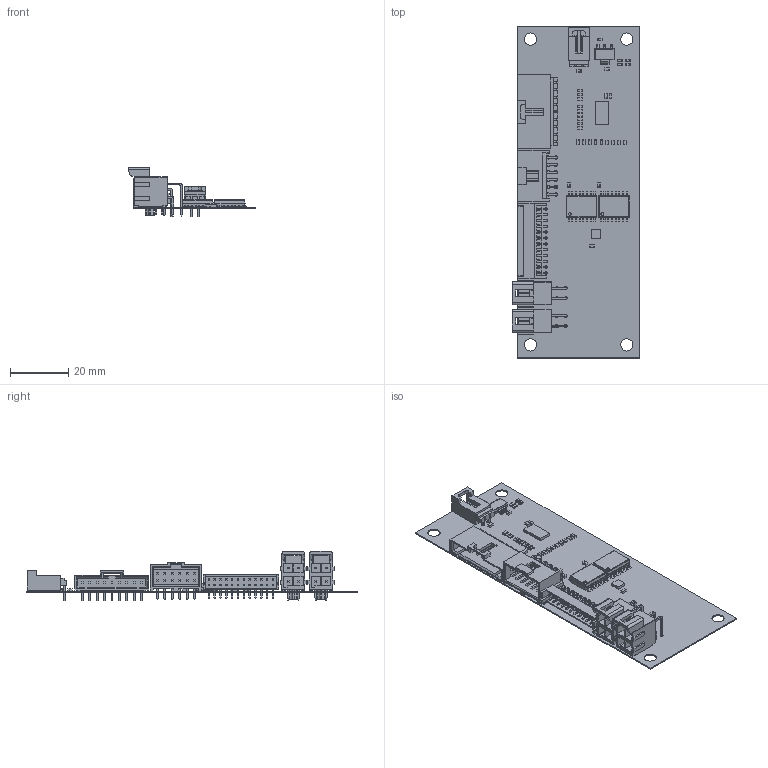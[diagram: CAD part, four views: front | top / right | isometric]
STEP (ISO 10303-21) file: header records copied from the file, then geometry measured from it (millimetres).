
FILE_DESCRIPTION(('Open CASCADE Model'),'2;1');
FILE_NAME('Open CASCADE Shape Model','2021-07-20T19:56:42',('Author'),( 'Open CASCADE'),'Open CASCADE STEP processor 6.8','Open CASCADE 6.8' ,'Unknown');
FILE_SCHEMA(('AUTOMOTIVE_DESIGN { 1 0 10303 214 1 1 1 1 }'));
Length unit declared in the file: millimetre
Products named in the file (109): PCB; Board; Open CASCADE STEP translator 6.8 1.1.1; U5; 6168604448; Extruded; C7; 5111736384; Terminal; Open_CASCADE_STEP_translator_6.8_14.1.1; Open_CASCADE_STEP_translator_6.8_14.1.2; Mid_Body; Open_CASCADE_STEP_translator_6.8_14.2.1; J6; 901303112; J5; DF11-24DP-2DS; Ü*; J3; 705530008; U4; 6176435280; Open_CASCADE_STEP_translator_6.8_44.1; Body; Open_CASCADE_STEP_translator_6.8_44.2.1; Leader; U3; 6168118352; U2; U1; 6176430080; Open_CASCADE_STEP_translator_6.8_79.1.1; Lead; Tab; R12; 5111735664; Open_CASCADE_STEP_translator_6.8_15.2.1; Mark; R11; R9 ...
Assembly tree (154 placements, depth 5):
  PCB
    Board
      Open CASCADE STEP translator 6.8 1.1.1
    U5
      6168604448
        Extruded
    C7
      5111736384
        Terminal
          Open_CASCADE_STEP_translator_6.8_14.1.1
          Open_CASCADE_STEP_translator_6.8_14.1.2
        Mid_Body
          Open_CASCADE_STEP_translator_6.8_14.2.1
    J6
      901303112
    J5
      DF11-24DP-2DS
  Ü*
    J3
      705530008
    U4
      6176435280
        Open_CASCADE_STEP_translator_6.8_44.1
        Body
          Open_CASCADE_STEP_translator_6.8_44.2.1
        Leader  x16
    U3
      6168118352
        Extruded
    U2
      6176435280
        Open_CASCADE_STEP_translator_6.8_44.1
        Body
          Open_CASCADE_STEP_translator_6.8_44.2.1
        Leader  x16
    U1
      6176430080
        Body
          Open_CASCADE_STEP_translator_6.8_79.1.1
        Lead  x3
        Tab
    R12
      5111735664
        Mid_Body
        Terminal  x2
          Open_CASCADE_STEP_translator_6.8_15.2.1
        Mark
    R11
      5111735664
        Mid_Body
        Terminal  x2
          Open_CASCADE_STEP_translator_6.8_15.2.1
        Mark
    R9
      5111735664
        Mid_Body
        Terminal  x2
          Open_CASCADE_STEP_translator_6.8_15.2.1
        Mark
    R8
Bounding box: 43.87 x 114 x 17.01 mm (x, y, z)
Volume: 6187.2 mm3; surface area: 19028.4 mm2
Topology: 163 solids, 165 shells, 4112 faces, 9766 edges, 5990 vertices
Faces by surface type: plane 3283, cylinder 705, sphere 96, bspline 28
Full cylindrical faces by diameter (mm): 0.85 x24, 0.95 x2, 1.06 x8, 1.11 x23, 3.1 x2, 4.2 x4
Entity records: 68662 total; most frequent: CARTESIAN_POINT 13184, ORIENTED_EDGE 10891, DIRECTION 10781, EDGE_CURVE 5446, LINE 4645, VECTOR 4645, VERTEX_POINT 3393, AXIS2_PLACEMENT_3D 3068
